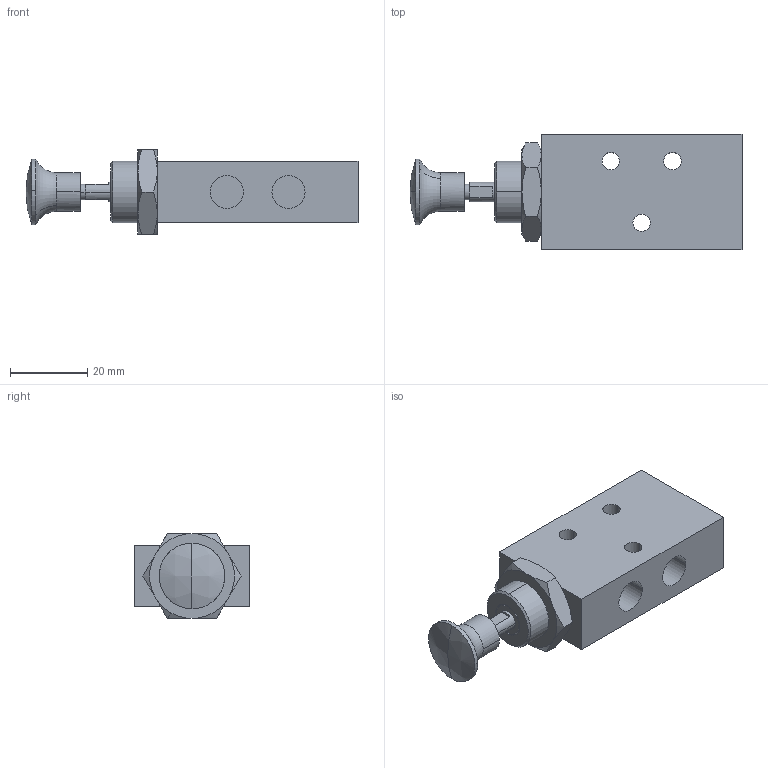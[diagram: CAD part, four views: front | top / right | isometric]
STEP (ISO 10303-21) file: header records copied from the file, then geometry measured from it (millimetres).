
FILE_DESCRIPTION (( 'STEP AP214' ), '1' );
FILE_NAME ('TK-28-520_Airtec.step', '2018-11-15T16:04:07', ( '' ), ( '' ), 'SwSTEP 2.0', 'SolidWorks 2010', '' );
FILE_SCHEMA (( 'AUTOMOTIVE_DESIGN' ));
Length unit declared in the file: millimetre
Products named in the file (1): TK-28-520_Airtec
Bounding box: 86 x 30 x 22 mm (x, y, z)
Volume: 27008.1 mm3; surface area: 9226.5 mm2
Topology: 1 solids, 1 shells, 97 faces, 222 edges, 138 vertices
Faces by surface type: plane 32, cylinder 30, cone 28, torus 5, sphere 2
Entity records: 3280 total; most frequent: CARTESIAN_POINT 558, DIRECTION 506, ORIENTED_EDGE 444, EDGE_CURVE 222, AXIS2_PLACEMENT_3D 214, VERTEX_POINT 138, CIRCLE 116, EDGE_LOOP 114
